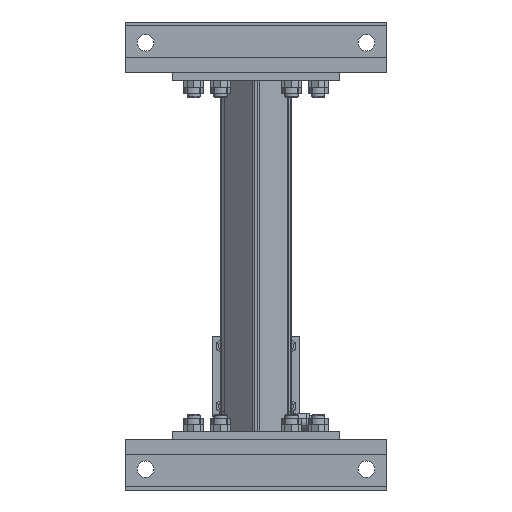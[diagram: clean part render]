
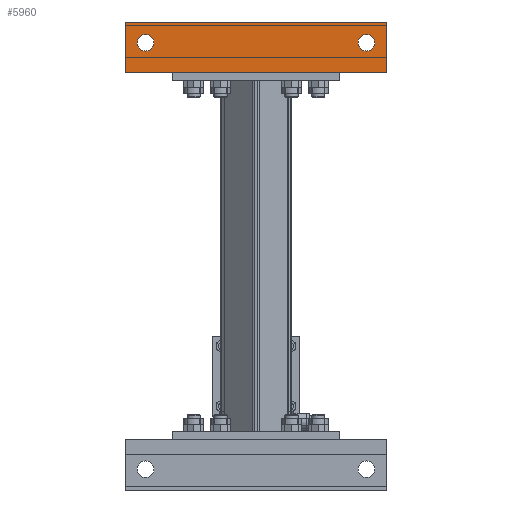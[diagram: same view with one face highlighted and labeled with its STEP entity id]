
A CAD part, left-side view. The second image highlights one B-rep face of the part: STEP entity #5960.
In plain terms, the highlighted face is planar.
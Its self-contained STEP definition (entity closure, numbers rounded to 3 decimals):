
#5960=ADVANCED_FACE('',(#7613,#7614,#7615),#7616,.T.);
#7613=FACE_BOUND('',#15366,.T.);
#7614=FACE_BOUND('',#15367,.T.);
#7615=FACE_OUTER_BOUND('',#15368,.T.);
#7616=PLANE('',#15369);
#15366=EDGE_LOOP('',(#20114));
#15367=EDGE_LOOP('',(#20115));
#15368=EDGE_LOOP('',(#20116,#20117,#20118,#20119));
#15369=AXIS2_PLACEMENT_3D('',#20120,#20121,#20122);
#20114=ORIENTED_EDGE('',*,*,#22278,.T.);
#20115=ORIENTED_EDGE('',*,*,#22279,.T.);
#20116=ORIENTED_EDGE('',*,*,#22288,.T.);
#20117=ORIENTED_EDGE('',*,*,#22265,.F.);
#20118=ORIENTED_EDGE('',*,*,#22291,.T.);
#20119=ORIENTED_EDGE('',*,*,#22281,.T.);
#20120=CARTESIAN_POINT('',(37.5,0.0,0.0));
#20121=DIRECTION('',(0.0,-1.0,0.0));
#20122=DIRECTION('',(1.0,0.0,0.0));
#22265=EDGE_CURVE('',#24605,#24600,#24607,.T.);
#22278=EDGE_CURVE('',#24630,#24630,#24631,.T.);
#22279=EDGE_CURVE('',#24632,#24632,#24633,.T.);
#22281=EDGE_CURVE('',#24636,#24634,#24637,.T.);
#22288=EDGE_CURVE('',#24634,#24600,#24648,.T.);
#22291=EDGE_CURVE('',#24605,#24636,#24652,.T.);
#24600=VERTEX_POINT('',#31250);
#24605=VERTEX_POINT('',#31257);
#24607=LINE('',#31260,#31261);
#24630=VERTEX_POINT('',#31290);
#24631=CIRCLE('',#31291,12.5);
#24632=VERTEX_POINT('',#31292);
#24633=CIRCLE('',#31293,12.5);
#24634=VERTEX_POINT('',#31294);
#24636=VERTEX_POINT('',#31297);
#24637=LINE('',#31298,#31299);
#24648=LINE('',#31314,#31315);
#24652=LINE('',#31320,#31321);
#31250=CARTESIAN_POINT('',(0.0,0.0,390.0));
#31257=CARTESIAN_POINT('',(0.0,0.0,0.0));
#31260=CARTESIAN_POINT('',(0.0,0.0,0.0));
#31261=VECTOR('',#34237,1.0);
#31290=CARTESIAN_POINT('',(56.5,0.,30.0));
#31291=AXIS2_PLACEMENT_3D('',#34262,#34263,#34264);
#31292=CARTESIAN_POINT('',(56.5,0.,360.0));
#31293=AXIS2_PLACEMENT_3D('',#34265,#34266,#34267);
#31294=CARTESIAN_POINT('',(75.0,0.0,390.0));
#31297=CARTESIAN_POINT('',(75.0,0.0,0.0));
#31298=CARTESIAN_POINT('',(75.0,0.0,0.0));
#31299=VECTOR('',#34269,1.0);
#31314=CARTESIAN_POINT('',(0.0,0.0,390.0));
#31315=VECTOR('',#34280,1.0);
#31320=CARTESIAN_POINT('',(0.0,0.0,0.0));
#31321=VECTOR('',#34285,1.0);
#34237=DIRECTION('',(0.0,0.0,1.0));
#34262=CARTESIAN_POINT('',(44.0,0.,30.0));
#34263=DIRECTION('',(0.0,1.0,0.0));
#34264=DIRECTION('',(1.0,0.0,0.));
#34265=CARTESIAN_POINT('',(44.0,0.,360.0));
#34266=DIRECTION('',(-0.0,1.0,0.0));
#34267=DIRECTION('',(1.0,0.0,0.0));
#34269=DIRECTION('',(0.0,0.0,1.0));
#34280=DIRECTION('',(-1.0,0.0,0.0));
#34285=DIRECTION('',(1.0,0.0,0.0));
